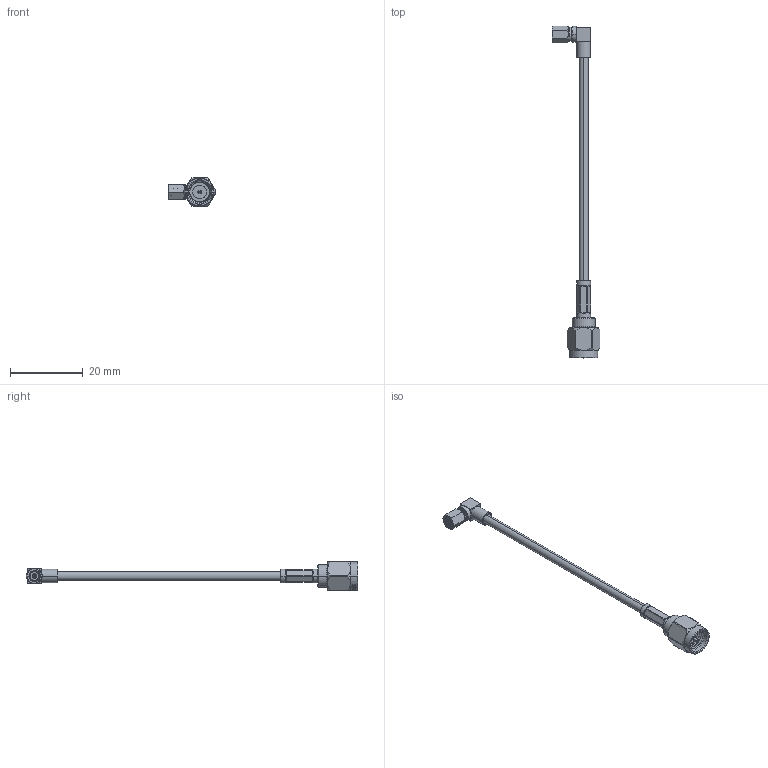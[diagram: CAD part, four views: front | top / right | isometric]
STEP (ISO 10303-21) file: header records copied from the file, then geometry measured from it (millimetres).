
FILE_DESCRIPTION (( 'STEP AP214' ), '1' );
FILE_NAME ('PE3C4406.step', '2020-04-20T18:53:30', ( '' ), ( '' ), 'SwSTEP 2.0', 'SolidWorks 2018', '' );
FILE_SCHEMA (( 'AUTOMOTIVE_DESIGN' ));
Length unit declared in the file: millimetre
Products named in the file (4): PE4003; PE45382/FMCN1267(Ticket #1329)___; RG316-PROD_SP17516 3" LONG; PE3C4406
Assembly tree (3 placements, depth 2):
  PE3C4406
    RG316-PROD_SP17516 3" LONG
    PE45382/FMCN1267(Ticket #1329)___
    PE4003
Bounding box: 13.22 x 91.56 x 7.94 mm (x, y, z)
Volume: 960.5 mm3; surface area: 1938.9 mm2
Topology: 3 solids, 3 shells, 2829 faces, 6087 edges, 3303 vertices
Faces by surface type: bspline 2048, cylinder 623, plane 111, cone 43, torus 4
Entity records: 112589 total; most frequent: CARTESIAN_POINT 72445, ORIENTED_EDGE 12174, EDGE_CURVE 6087, VERTEX_POINT 3303, EDGE_LOOP 2870, ADVANCED_FACE 2829, FACE_OUTER_BOUND 2829, B_SPLINE_CURVE_WITH_KNOTS 2545
